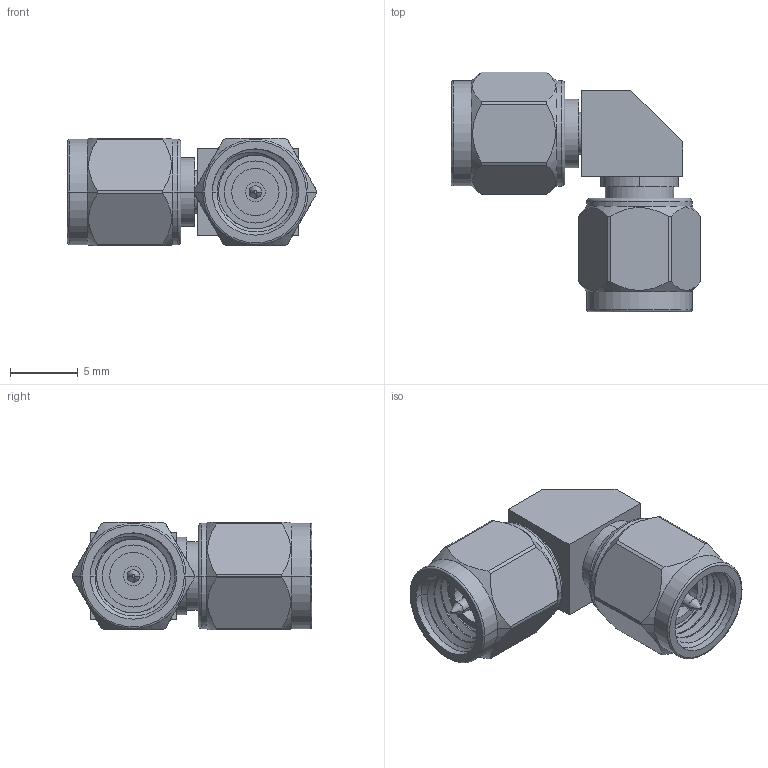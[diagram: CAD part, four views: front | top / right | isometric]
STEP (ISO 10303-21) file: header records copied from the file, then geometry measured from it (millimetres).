
FILE_DESCRIPTION (( 'STEP AP214' ), '1' );
FILE_NAME ('PE91169.STEP', '2018-02-01T18:39:19', ( '' ), ( '' ), 'SwSTEP 2.0', 'SolidWorks 2017', '' );
FILE_SCHEMA (( 'AUTOMOTIVE_DESIGN' ));
Length unit declared in the file: inch
Products named in the file (1): PE91169
Bounding box: 18.34 x 17.63 x 7.92 mm (x, y, z)
Volume: 970.1 mm3; surface area: 1239.8 mm2
Topology: 1 solids, 1 shells, 145 faces, 343 edges, 218 vertices
Faces by surface type: cylinder 72, plane 37, cone 22, torus 8, bspline 6
Entity records: 6529 total; most frequent: CARTESIAN_POINT 2965, ORIENTED_EDGE 686, DIRECTION 679, EDGE_CURVE 343, AXIS2_PLACEMENT_3D 280, VERTEX_POINT 218, EDGE_LOOP 163, ADVANCED_FACE 145
